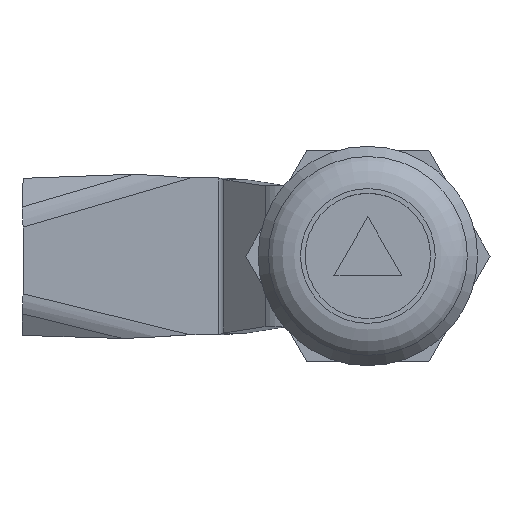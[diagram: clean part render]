
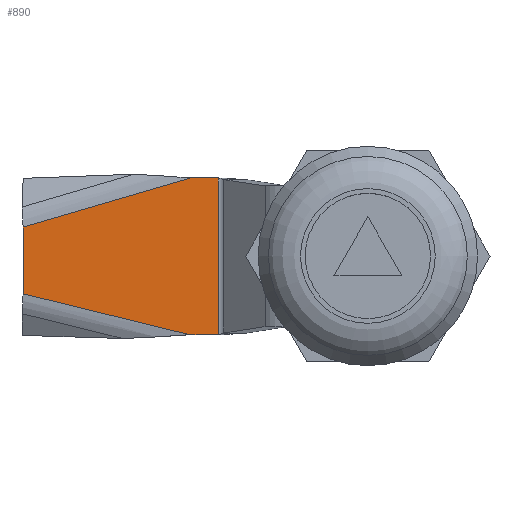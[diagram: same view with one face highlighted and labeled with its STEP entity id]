
A CAD part, top view. The second image highlights one B-rep face of the part: STEP entity #890.
In plain terms, the highlighted planar face has unit normal (0, 0, 1).
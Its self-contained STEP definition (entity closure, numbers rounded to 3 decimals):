
#23 = CARTESIAN_POINT ( 'NONE',  ( -19.071, -10., -25. ) ) ;
#83 = DIRECTION ( 'NONE',  ( 0.96, 0.282, 0. ) ) ;
#181 = CARTESIAN_POINT ( 'NONE',  ( 1.929, 0., -25. ) ) ;
#191 = CARTESIAN_POINT ( 'NONE',  ( -44., 3.745, -25. ) ) ;
#408 = VECTOR ( 'NONE', #561, 1000. ) ;
#443 = ORIENTED_EDGE ( 'NONE', *, *, #1444, .F. ) ;
#459 = LINE ( 'NONE', #934, #408 ) ;
#461 = CARTESIAN_POINT ( 'NONE',  ( -19.071, 10., -25. ) ) ;
#506 = CARTESIAN_POINT ( 'NONE',  ( -19., 10., -25. ) ) ;
#535 = ORIENTED_EDGE ( 'NONE', *, *, #1984, .F. ) ;
#561 = DIRECTION ( 'NONE',  ( 0., 1., 0. ) ) ;
#643 = EDGE_CURVE ( 'NONE', #2185, #2280, #2091, .T. ) ;
#685 = DIRECTION ( 'NONE',  ( 1., 0., 0. ) ) ;
#689 = ORIENTED_EDGE ( 'NONE', *, *, #1449, .F. ) ;
#726 = DIRECTION ( 'NONE',  ( -1., 0., 0. ) ) ;
#743 = VECTOR ( 'NONE', #1957, 1000. ) ;
#764 = DIRECTION ( 'NONE',  ( -1., 0., 0. ) ) ;
#768 = FACE_OUTER_BOUND ( 'NONE', #2265, .T. ) ;
#779 = VERTEX_POINT ( 'NONE', #191 ) ;
#791 = EDGE_CURVE ( 'NONE', #808, #1989, #459, .T. ) ;
#808 = VERTEX_POINT ( 'NONE', #23 ) ;
#890 = ADVANCED_FACE ( 'NONE', ( #768 ), #1665, .F. ) ;
#896 = VERTEX_POINT ( 'NONE', #2248 ) ;
#913 = VECTOR ( 'NONE', #685, 1000. ) ;
#934 = CARTESIAN_POINT ( 'NONE',  ( -19.071, 0., -25. ) ) ;
#1000 = CARTESIAN_POINT ( 'NONE',  ( -2.722, 15.855, -25. ) ) ;
#1010 = ORIENTED_EDGE ( 'NONE', *, *, #791, .T. ) ;
#1077 = VECTOR ( 'NONE', #1247, 1000. ) ;
#1122 = LINE ( 'NONE', #1000, #2190 ) ;
#1142 = ORIENTED_EDGE ( 'NONE', *, *, #643, .F. ) ;
#1247 = DIRECTION ( 'NONE',  ( -0.971, 0.238, 0. ) ) ;
#1342 = ORIENTED_EDGE ( 'NONE', *, *, #1603, .F. ) ;
#1363 = LINE ( 'NONE', #1754, #743 ) ;
#1410 = LINE ( 'NONE', #506, #913 ) ;
#1444 = EDGE_CURVE ( 'NONE', #2280, #779, #1363, .T. ) ;
#1449 = EDGE_CURVE ( 'NONE', #808, #2185, #2258, .T. ) ;
#1549 = AXIS2_PLACEMENT_3D ( 'NONE', #181, #1874, #726 ) ;
#1553 = CARTESIAN_POINT ( 'NONE',  ( -19., -10., -25. ) ) ;
#1603 = EDGE_CURVE ( 'NONE', #896, #1989, #1410, .T. ) ;
#1619 = CARTESIAN_POINT ( 'NONE',  ( -1.777, -15.129, -25. ) ) ;
#1665 = PLANE ( 'NONE',  #1549 ) ;
#1754 = CARTESIAN_POINT ( 'NONE',  ( -44., 10., -25. ) ) ;
#1874 = DIRECTION ( 'NONE',  ( 0., 0., -1. ) ) ;
#1957 = DIRECTION ( 'NONE',  ( 0., 1., 0. ) ) ;
#1984 = EDGE_CURVE ( 'NONE', #779, #896, #1122, .T. ) ;
#1989 = VERTEX_POINT ( 'NONE', #461 ) ;
#1999 = CARTESIAN_POINT ( 'NONE',  ( -22.714, -10., -25. ) ) ;
#2012 = CARTESIAN_POINT ( 'NONE',  ( -44., -4.785, -25. ) ) ;
#2091 = LINE ( 'NONE', #1619, #1077 ) ;
#2185 = VERTEX_POINT ( 'NONE', #1999 ) ;
#2190 = VECTOR ( 'NONE', #83, 1000. ) ;
#2195 = VECTOR ( 'NONE', #764, 1000. ) ;
#2248 = CARTESIAN_POINT ( 'NONE',  ( -22.679, 10., -25. ) ) ;
#2258 = LINE ( 'NONE', #1553, #2195 ) ;
#2265 = EDGE_LOOP ( 'NONE', ( #1142, #689, #1010, #1342, #535, #443 ) ) ;
#2280 = VERTEX_POINT ( 'NONE', #2012 ) ;
